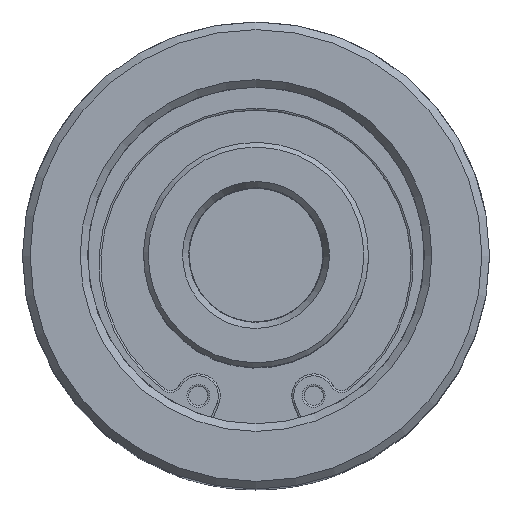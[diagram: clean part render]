
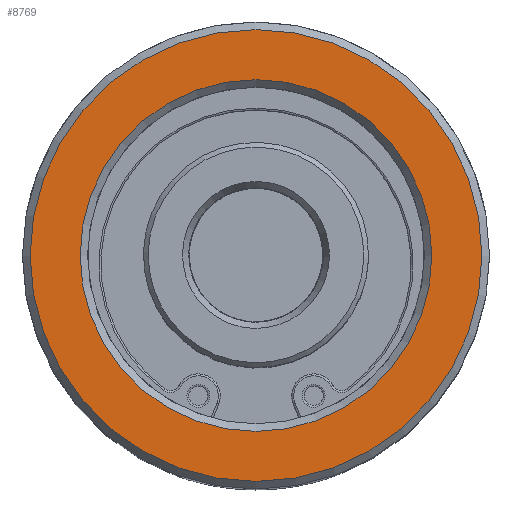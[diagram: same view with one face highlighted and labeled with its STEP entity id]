
A CAD part, top view. The second image highlights one B-rep face of the part: STEP entity #8769.
In plain terms, the highlighted planar face has unit normal (0, 0, 1).
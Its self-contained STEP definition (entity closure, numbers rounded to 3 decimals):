
#77=FACE_BOUND('',#1840,.T.);
#1300=FACE_OUTER_BOUND('',#1839,.T.);
#1839=EDGE_LOOP('',(#7390,#7391));
#1840=EDGE_LOOP('',(#7392,#7393));
#2239=CIRCLE('',#9354,23.679);
#2240=CIRCLE('',#9355,23.679);
#2241=CIRCLE('',#9356,18.435);
#2242=CIRCLE('',#9357,18.435);
#4060=VERTEX_POINT('',#56485);
#4061=VERTEX_POINT('',#56486);
#4062=VERTEX_POINT('',#56489);
#4063=VERTEX_POINT('',#56490);
#5235=EDGE_CURVE('',#4060,#4061,#2239,.T.);
#5236=EDGE_CURVE('',#4061,#4060,#2240,.T.);
#5237=EDGE_CURVE('',#4062,#4063,#2241,.T.);
#5238=EDGE_CURVE('',#4063,#4062,#2242,.T.);
#7390=ORIENTED_EDGE('',*,*,#5235,.F.);
#7391=ORIENTED_EDGE('',*,*,#5236,.F.);
#7392=ORIENTED_EDGE('',*,*,#5237,.T.);
#7393=ORIENTED_EDGE('',*,*,#5238,.T.);
#8377=PLANE('',#9353);
#8769=ADVANCED_FACE('',(#1300,#77),#8377,.T.);
#9353=AXIS2_PLACEMENT_3D('',#56484,#10911,#10912);
#9354=AXIS2_PLACEMENT_3D('',#56487,#10913,#10914);
#9355=AXIS2_PLACEMENT_3D('',#56488,#10915,#10916);
#9356=AXIS2_PLACEMENT_3D('',#56491,#10917,#10918);
#9357=AXIS2_PLACEMENT_3D('',#56492,#10919,#10920);
#10911=DIRECTION('center_axis',(0.,0.,1.));
#10912=DIRECTION('ref_axis',(1.,0.,0.));
#10913=DIRECTION('center_axis',(0.,0.,-1.));
#10914=DIRECTION('ref_axis',(0.,1.,0.));
#10915=DIRECTION('center_axis',(0.,0.,-1.));
#10916=DIRECTION('ref_axis',(0.,1.,0.));
#10917=DIRECTION('center_axis',(0.,0.,-1.));
#10918=DIRECTION('ref_axis',(0.,1.,0.));
#10919=DIRECTION('center_axis',(0.,0.,-1.));
#10920=DIRECTION('ref_axis',(0.,1.,0.));
#56484=CARTESIAN_POINT('Origin',(0.,11.84,0.));
#56485=CARTESIAN_POINT('',(0.,23.679,0.));
#56486=CARTESIAN_POINT('',(0.,-23.679,0.));
#56487=CARTESIAN_POINT('Origin',(0.,0.,0.));
#56488=CARTESIAN_POINT('Origin',(0.,0.,0.));
#56489=CARTESIAN_POINT('',(0.,18.435,0.));
#56490=CARTESIAN_POINT('',(0.,-18.435,0.));
#56491=CARTESIAN_POINT('Origin',(0.,0.,0.));
#56492=CARTESIAN_POINT('Origin',(0.,0.,0.));
